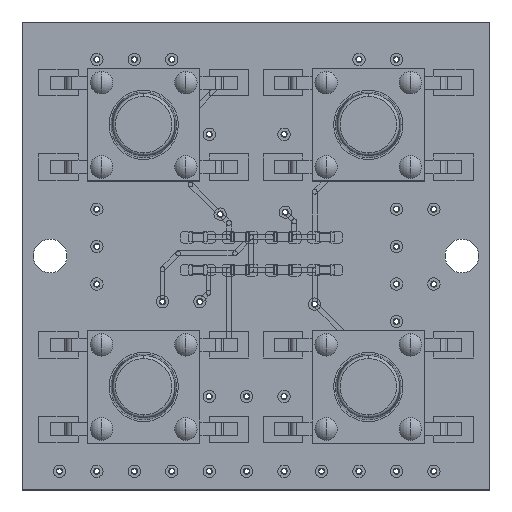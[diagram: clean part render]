
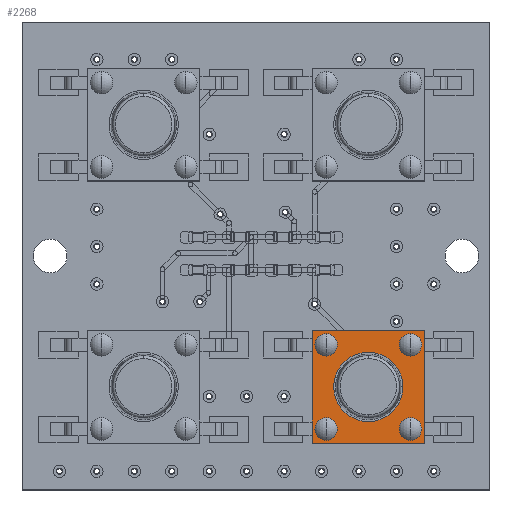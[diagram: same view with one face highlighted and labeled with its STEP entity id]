
A CAD part, top view. The second image highlights one B-rep face of the part: STEP entity #2268.
In plain terms, the highlighted face is planar.
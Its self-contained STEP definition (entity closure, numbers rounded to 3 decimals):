
#2183 = VERTEX_POINT('',#2184);
#2184 = CARTESIAN_POINT('',(0.,3.5,1.85));
#2190 = EDGE_CURVE('',#2191,#2183,#2193,.T.);
#2191 = VERTEX_POINT('',#2192);
#2192 = CARTESIAN_POINT('',(0.,3.5,-1.85));
#2193 = CIRCLE('',#2194,1.85);
#2194 = AXIS2_PLACEMENT_3D('',#2195,#2196,#2197);
#2195 = CARTESIAN_POINT('',(0.,3.5,0.));
#2196 = DIRECTION('',(0.,1.,0.));
#2197 = DIRECTION('',(0.,-0.,1.));
#2268 = ADVANCED_FACE('',(#2269,#2279),#2313,.T.);
#2269 = FACE_BOUND('',#2270,.T.);
#2270 = EDGE_LOOP('',(#2271,#2278));
#2271 = ORIENTED_EDGE('',*,*,#2272,.F.);
#2272 = EDGE_CURVE('',#2183,#2191,#2273,.T.);
#2273 = CIRCLE('',#2274,1.85);
#2274 = AXIS2_PLACEMENT_3D('',#2275,#2276,#2277);
#2275 = CARTESIAN_POINT('',(0.,3.5,0.));
#2276 = DIRECTION('',(0.,1.,0.));
#2277 = DIRECTION('',(0.,-0.,1.));
#2278 = ORIENTED_EDGE('',*,*,#2190,.F.);
#2279 = FACE_BOUND('',#2280,.T.);
#2280 = EDGE_LOOP('',(#2281,#2291,#2299,#2307));
#2281 = ORIENTED_EDGE('',*,*,#2282,.T.);
#2282 = EDGE_CURVE('',#2283,#2285,#2287,.T.);
#2283 = VERTEX_POINT('',#2284);
#2284 = CARTESIAN_POINT('',(-3.,3.5,3.));
#2285 = VERTEX_POINT('',#2286);
#2286 = CARTESIAN_POINT('',(3.,3.5,3.));
#2287 = LINE('',#2288,#2289);
#2288 = CARTESIAN_POINT('',(-3.,3.5,3.));
#2289 = VECTOR('',#2290,1.);
#2290 = DIRECTION('',(1.,-0.,0.));
#2291 = ORIENTED_EDGE('',*,*,#2292,.T.);
#2292 = EDGE_CURVE('',#2285,#2293,#2295,.T.);
#2293 = VERTEX_POINT('',#2294);
#2294 = CARTESIAN_POINT('',(3.,3.5,-3.));
#2295 = LINE('',#2296,#2297);
#2296 = CARTESIAN_POINT('',(3.,3.5,3.));
#2297 = VECTOR('',#2298,1.);
#2298 = DIRECTION('',(0.,0.,-1.));
#2299 = ORIENTED_EDGE('',*,*,#2300,.T.);
#2300 = EDGE_CURVE('',#2293,#2301,#2303,.T.);
#2301 = VERTEX_POINT('',#2302);
#2302 = CARTESIAN_POINT('',(-3.,3.5,-3.));
#2303 = LINE('',#2304,#2305);
#2304 = CARTESIAN_POINT('',(-3.,3.5,-3.));
#2305 = VECTOR('',#2306,1.);
#2306 = DIRECTION('',(-1.,0.,0.));
#2307 = ORIENTED_EDGE('',*,*,#2308,.T.);
#2308 = EDGE_CURVE('',#2301,#2283,#2309,.T.);
#2309 = LINE('',#2310,#2311);
#2310 = CARTESIAN_POINT('',(-3.,3.5,3.));
#2311 = VECTOR('',#2312,1.);
#2312 = DIRECTION('',(-0.,0.,1.));
#2313 = PLANE('',#2314);
#2314 = AXIS2_PLACEMENT_3D('',#2315,#2316,#2317);
#2315 = CARTESIAN_POINT('',(0.,3.5,0.));
#2316 = DIRECTION('',(0.,1.,0.));
#2317 = DIRECTION('',(0.,-0.,1.));
